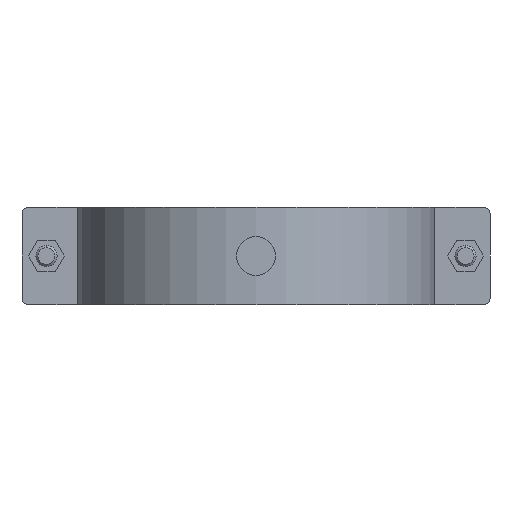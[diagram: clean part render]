
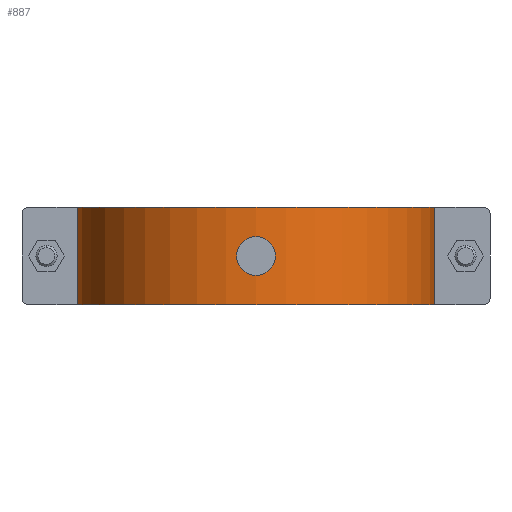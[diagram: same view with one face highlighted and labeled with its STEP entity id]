
A CAD part, front view. The second image highlights one B-rep face of the part: STEP entity #887.
In plain terms, the highlighted cylindrical face has radius 55 mm (diameter 110 mm), a partial arc.
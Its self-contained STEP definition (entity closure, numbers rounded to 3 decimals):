
#100 = DIRECTION ( 'NONE',  ( 1., 0., 0. ) ) ;
#115 = VECTOR ( 'NONE', #1288, 1000. ) ;
#131 = FACE_OUTER_BOUND ( 'NONE', #1602, .T. ) ;
#142 = ORIENTED_EDGE ( 'NONE', *, *, #1867, .F. ) ;
#158 = DIRECTION ( 'NONE',  ( 0., 0., 1. ) ) ;
#335 = DIRECTION ( 'NONE',  ( 0., 0., -1. ) ) ;
#446 = CARTESIAN_POINT ( 'NONE',  ( -54.854, -4., 15. ) ) ;
#464 = CARTESIAN_POINT ( 'NONE',  ( 54.854, -4., 15. ) ) ;
#537 = VECTOR ( 'NONE', #1220, 1000. ) ;
#549 = CARTESIAN_POINT ( 'NONE',  ( 54.854, -4., -15. ) ) ;
#703 = AXIS2_PLACEMENT_3D ( 'NONE', #751, #2467, #100 ) ;
#751 = CARTESIAN_POINT ( 'NONE',  ( 0., 0., 15. ) ) ;
#879 = EDGE_CURVE ( 'NONE', #2145, #1185, #1765, .T. ) ;
#887 = ADVANCED_FACE ( 'NONE', ( #131 ), #2223, .T. ) ;
#934 = EDGE_CURVE ( 'NONE', #2006, #1845, #2191, .T. ) ;
#1155 = DIRECTION ( 'NONE',  ( -1., 0., 0. ) ) ;
#1185 = VERTEX_POINT ( 'NONE', #549 ) ;
#1220 = DIRECTION ( 'NONE',  ( 0., 0., -1. ) ) ;
#1226 = ORIENTED_EDGE ( 'NONE', *, *, #2690, .T. ) ;
#1237 = LINE ( 'NONE', #446, #115 ) ;
#1288 = DIRECTION ( 'NONE',  ( 0., 0., -1. ) ) ;
#1295 = LINE ( 'NONE', #464, #537 ) ;
#1396 = CARTESIAN_POINT ( 'NONE',  ( -54.854, -4., -15. ) ) ;
#1589 = DIRECTION ( 'NONE',  ( 1., 0., 0. ) ) ;
#1602 = EDGE_LOOP ( 'NONE', ( #2173, #142, #1651, #1226 ) ) ;
#1623 = AXIS2_PLACEMENT_3D ( 'NONE', #2625, #335, #1155 ) ;
#1651 = ORIENTED_EDGE ( 'NONE', *, *, #934, .F. ) ;
#1673 = AXIS2_PLACEMENT_3D ( 'NONE', #2030, #158, #1589 ) ;
#1765 = CIRCLE ( 'NONE', #1673, 55. ) ;
#1845 = VERTEX_POINT ( 'NONE', #2581 ) ;
#1867 = EDGE_CURVE ( 'NONE', #1845, #1185, #1295, .T. ) ;
#2006 = VERTEX_POINT ( 'NONE', #2222 ) ;
#2030 = CARTESIAN_POINT ( 'NONE',  ( 0., 0., -15. ) ) ;
#2145 = VERTEX_POINT ( 'NONE', #1396 ) ;
#2173 = ORIENTED_EDGE ( 'NONE', *, *, #879, .T. ) ;
#2191 = CIRCLE ( 'NONE', #703, 55. ) ;
#2222 = CARTESIAN_POINT ( 'NONE',  ( -54.854, -4., 15. ) ) ;
#2223 = CYLINDRICAL_SURFACE ( 'NONE', #1623, 55. ) ;
#2467 = DIRECTION ( 'NONE',  ( 0., 0., 1. ) ) ;
#2581 = CARTESIAN_POINT ( 'NONE',  ( 54.854, -4., 15. ) ) ;
#2625 = CARTESIAN_POINT ( 'NONE',  ( 0., 0., 15. ) ) ;
#2690 = EDGE_CURVE ( 'NONE', #2006, #2145, #1237, .T. ) ;
